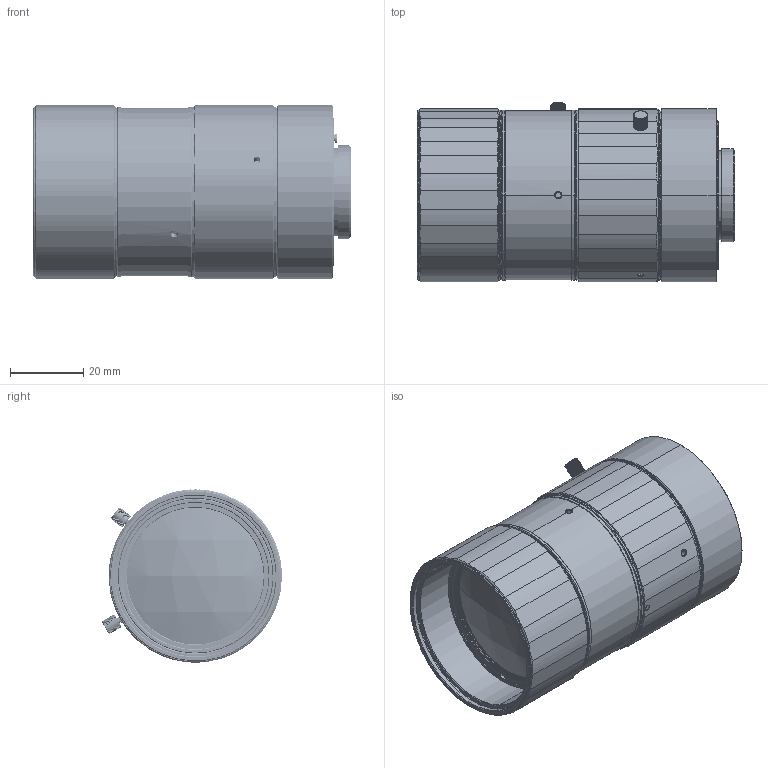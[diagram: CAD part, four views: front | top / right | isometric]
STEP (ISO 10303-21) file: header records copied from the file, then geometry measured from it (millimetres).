
FILE_DESCRIPTION (( 'STEP AP203' ), '1' );
FILE_NAME ('MJ994375320軞蚾.STEP', '2022-12-13T03:13:15', ( '' ), ( '' ), 'SwSTEP 2.0', 'SolidWorks 2018', '' );
FILE_SCHEMA (( 'CONFIG_CONTROL_DESIGN' ));
Length unit declared in the file: millimetre
Products named in the file (33): QM910753211隔圈4; QM907532G02; QM910753207ѹȦ2; QM910753209隔圈2; QM919103020縐銅; QM919012000; QM919001602; QM910753205嫖覃遠; QM984375321光圈组件; 翋芠郪蚾; QM910753206ѹȦ1; QM907532G06; QM930018005ҶƬ; QM907532G05; QM910753201翋芠; QM907532U03; QM907532G08; QM919001606驱动环导钉; QM919001600眻輛絳砃隊; QM910753203昜擒遠; QM907532G01; QM907532G07; QM919002002M2儂譙蹟佪; QM910753202嘐隅芠; QM910753208隔圈1; QM910753204光圈底座; QM910753213驱动环; QM907532G03; QM910753210隔圈3; MJ994375320軞蚾; QM907532G04; QM910753212蟀諉釱; QM907532U05
Assembly tree (44 placements, depth 4):
  MJ994375320軞蚾
    QM910753202嘐隅芠
    QM910753203昜擒遠
    翋芠郪蚾
      QM910753201翋芠
      QM910753206ѹȦ1
      QM910753208隔圈1
      QM910753209隔圈2
      QM907532G01
      QM907532G02
      QM907532U03
        QM907532G03
        QM907532G04
    QM984375321光圈组件
      QM910753204光圈底座
      QM930018005ҶƬ  x8
      QM910753213驱动环
      QM919103020縐銅
      QM910753210隔圈3
      QM910753211隔圈4
      QM910753207ѹȦ2
      QM907532U05
        QM907532G05
        QM907532G06
      QM907532G07
      QM907532G08
    QM910753205嫖覃遠
    QM910753212蟀諉釱
    QM919001606驱动环导钉
    QM919001600眻輛絳砃隊
    QM919002002M2儂譙蹟佪  x3
    QM919001602  x3
    QM919012000  x2
Bounding box: 86.55 x 49.1 x 47.3 mm (x, y, z)
Volume: 100467.3 mm3; surface area: 95918.4 mm2
Topology: 40 solids, 40 shells, 2794 faces, 6805 edges, 4229 vertices
Faces by surface type: cylinder 903, cone 872, plane 725, bspline 130, torus 126, sphere 38
Entity records: 97551 total; most frequent: CARTESIAN_POINT 45728, ORIENTED_EDGE 10152, DIRECTION 9909, EDGE_CURVE 5076, AXIS2_PLACEMENT_3D 4023, VERTEX_POINT 3113, EDGE_LOOP 2279, FACE_OUTER_BOUND 2116
